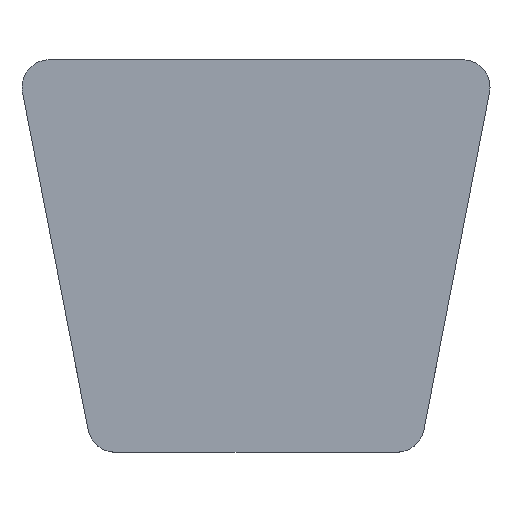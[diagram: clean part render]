
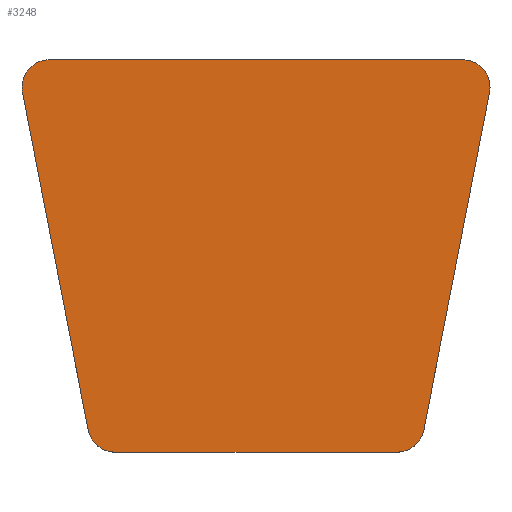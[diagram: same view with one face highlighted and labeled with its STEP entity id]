
A CAD part, top view. The second image highlights one B-rep face of the part: STEP entity #3248.
In plain terms, the highlighted planar face has unit normal (0, 0, 1).
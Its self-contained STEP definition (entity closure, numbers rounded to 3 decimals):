
#37 = LINE ( 'NONE', #3529, #440 ) ;
#232 = VERTEX_POINT ( 'NONE', #5875 ) ;
#357 = VERTEX_POINT ( 'NONE', #6977 ) ;
#440 = VECTOR ( 'NONE', #3391, 1000. ) ;
#452 = AXIS2_PLACEMENT_3D ( 'NONE', #2726, #1543, #3408 ) ;
#555 = VERTEX_POINT ( 'NONE', #4972 ) ;
#687 = LINE ( 'NONE', #4910, #6207 ) ;
#884 = CARTESIAN_POINT ( 'NONE',  ( 153.933, -339.772, 13. ) ) ;
#1023 = EDGE_CURVE ( 'NONE', #3659, #7824, #6687, .T. ) ;
#1055 = CARTESIAN_POINT ( 'NONE',  ( 129.393, -335., 13. ) ) ;
#1078 = EDGE_CURVE ( 'NONE', #2641, #3130, #5830, .T. ) ;
#1478 = EDGE_CURVE ( 'NONE', #4204, #2641, #2254, .T. ) ;
#1543 = DIRECTION ( 'NONE',  ( 0., 0., 1. ) ) ;
#1595 = PLANE ( 'NONE',  #8095 ) ;
#1652 = DIRECTION ( 'NONE',  ( 0., 0., 1. ) ) ;
#1716 = CARTESIAN_POINT ( 'NONE',  ( 129.393, -360., 13. ) ) ;
#1830 = CARTESIAN_POINT ( 'NONE',  ( -214.211, -29.772, 13. ) ) ;
#1852 = DIRECTION ( 'NONE',  ( 1., 0., 0. ) ) ;
#1909 = EDGE_CURVE ( 'NONE', #357, #4204, #3990, .T. ) ;
#2043 = CARTESIAN_POINT ( 'NONE',  ( -129.393, -360., 13. ) ) ;
#2254 = LINE ( 'NONE', #7224, #7192 ) ;
#2346 = CARTESIAN_POINT ( 'NONE',  ( -189.671, -25., 13. ) ) ;
#2392 = ORIENTED_EDGE ( 'NONE', *, *, #3426, .T. ) ;
#2435 = CARTESIAN_POINT ( 'NONE',  ( -153.933, -339.772, 13. ) ) ;
#2634 = CARTESIAN_POINT ( 'NONE',  ( 189.671, -25., 13. ) ) ;
#2641 = VERTEX_POINT ( 'NONE', #2435 ) ;
#2726 = CARTESIAN_POINT ( 'NONE',  ( 129.393, -335., 13. ) ) ;
#2949 = ORIENTED_EDGE ( 'NONE', *, *, #1078, .T. ) ;
#3130 = VERTEX_POINT ( 'NONE', #2043 ) ;
#3183 = DIRECTION ( 'NONE',  ( 0., 0., 1. ) ) ;
#3191 = EDGE_CURVE ( 'NONE', #3130, #3659, #687, .T. ) ;
#3248 = ADVANCED_FACE ( 'NONE', ( #6557 ), #1595, .T. ) ;
#3278 = EDGE_CURVE ( 'NONE', #7824, #4912, #3826, .T. ) ;
#3391 = DIRECTION ( 'NONE',  ( -1., 0., 0. ) ) ;
#3408 = DIRECTION ( 'NONE',  ( 1., 0., 0. ) ) ;
#3426 = EDGE_CURVE ( 'NONE', #4912, #555, #6694, .T. ) ;
#3458 = DIRECTION ( 'NONE',  ( 1., 0., 0. ) ) ;
#3529 = CARTESIAN_POINT ( 'NONE',  ( 189.671, 0., 13. ) ) ;
#3659 = VERTEX_POINT ( 'NONE', #1716 ) ;
#3793 = ORIENTED_EDGE ( 'NONE', *, *, #5217, .T. ) ;
#3826 = LINE ( 'NONE', #5139, #8233 ) ;
#3921 = CIRCLE ( 'NONE', #6529, 25. ) ;
#3990 = CIRCLE ( 'NONE', #5150, 25. ) ;
#4204 = VERTEX_POINT ( 'NONE', #1830 ) ;
#4404 = ORIENTED_EDGE ( 'NONE', *, *, #5084, .T. ) ;
#4462 = DIRECTION ( 'NONE',  ( 0.191, 0.982, 0. ) ) ;
#4602 = DIRECTION ( 'NONE',  ( 1., 0., 0. ) ) ;
#4815 = EDGE_LOOP ( 'NONE', ( #7772, #7220, #2392, #4404, #3793, #8587, #8346, #2949, #8588 ) ) ;
#4910 = CARTESIAN_POINT ( 'NONE',  ( -129.393, -360., 13. ) ) ;
#4912 = VERTEX_POINT ( 'NONE', #6036 ) ;
#4972 = CARTESIAN_POINT ( 'NONE',  ( 189.671, 0., 13. ) ) ;
#5084 = EDGE_CURVE ( 'NONE', #555, #232, #37, .T. ) ;
#5139 = CARTESIAN_POINT ( 'NONE',  ( 153.933, -339.772, 13. ) ) ;
#5150 = AXIS2_PLACEMENT_3D ( 'NONE', #7972, #1652, #4602 ) ;
#5217 = EDGE_CURVE ( 'NONE', #232, #357, #3921, .T. ) ;
#5384 = AXIS2_PLACEMENT_3D ( 'NONE', #8553, #6508, #7828 ) ;
#5830 = CIRCLE ( 'NONE', #5384, 25. ) ;
#5873 = DIRECTION ( 'NONE',  ( 1., 0., 0. ) ) ;
#5875 = CARTESIAN_POINT ( 'NONE',  ( -189.671, 0., 13. ) ) ;
#5975 = AXIS2_PLACEMENT_3D ( 'NONE', #2634, #3183, #1852 ) ;
#6036 = CARTESIAN_POINT ( 'NONE',  ( 214.211, -29.772, 13. ) ) ;
#6207 = VECTOR ( 'NONE', #3458, 1000. ) ;
#6508 = DIRECTION ( 'NONE',  ( 0., 0., 1. ) ) ;
#6529 = AXIS2_PLACEMENT_3D ( 'NONE', #2346, #6537, #8624 ) ;
#6537 = DIRECTION ( 'NONE',  ( 0., 0., 1. ) ) ;
#6545 = DIRECTION ( 'NONE',  ( 0.191, -0.982, 0. ) ) ;
#6557 = FACE_OUTER_BOUND ( 'NONE', #4815, .T. ) ;
#6687 = CIRCLE ( 'NONE', #452, 25. ) ;
#6694 = CIRCLE ( 'NONE', #5975, 25. ) ;
#6977 = CARTESIAN_POINT ( 'NONE',  ( -214.671, -25., 13. ) ) ;
#7192 = VECTOR ( 'NONE', #6545, 1000. ) ;
#7220 = ORIENTED_EDGE ( 'NONE', *, *, #3278, .T. ) ;
#7224 = CARTESIAN_POINT ( 'NONE',  ( -214.211, -29.772, 13. ) ) ;
#7286 = DIRECTION ( 'NONE',  ( 0., 0., 1. ) ) ;
#7772 = ORIENTED_EDGE ( 'NONE', *, *, #1023, .T. ) ;
#7824 = VERTEX_POINT ( 'NONE', #884 ) ;
#7828 = DIRECTION ( 'NONE',  ( 1., 0., 0. ) ) ;
#7972 = CARTESIAN_POINT ( 'NONE',  ( -189.671, -25., 13. ) ) ;
#8095 = AXIS2_PLACEMENT_3D ( 'NONE', #1055, #7286, #5873 ) ;
#8233 = VECTOR ( 'NONE', #4462, 1000. ) ;
#8346 = ORIENTED_EDGE ( 'NONE', *, *, #1478, .T. ) ;
#8553 = CARTESIAN_POINT ( 'NONE',  ( -129.393, -335., 13. ) ) ;
#8587 = ORIENTED_EDGE ( 'NONE', *, *, #1909, .T. ) ;
#8588 = ORIENTED_EDGE ( 'NONE', *, *, #3191, .T. ) ;
#8624 = DIRECTION ( 'NONE',  ( 1., 0., 0. ) ) ;
